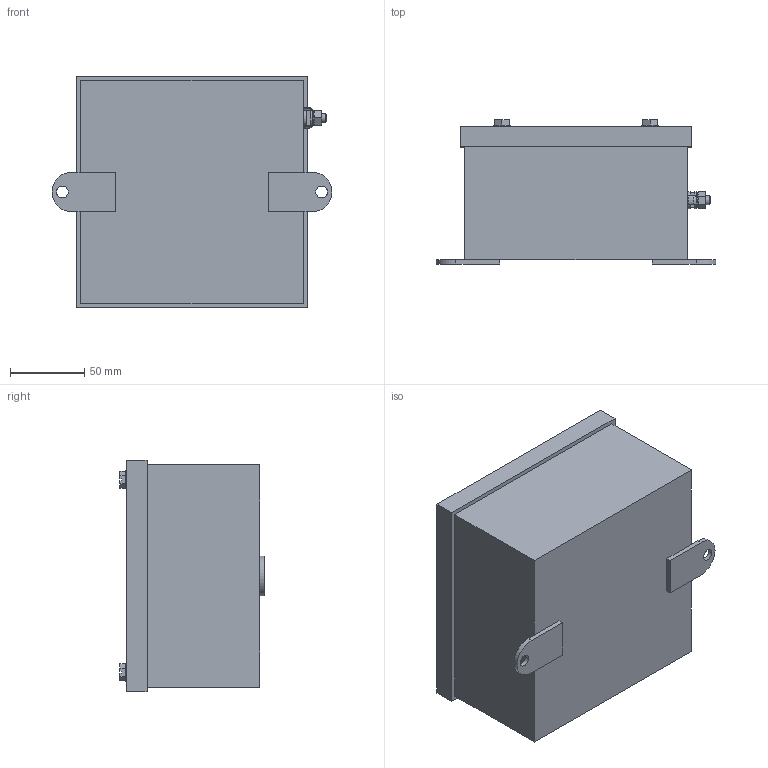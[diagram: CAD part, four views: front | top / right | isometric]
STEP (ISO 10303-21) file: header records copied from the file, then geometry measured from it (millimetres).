
FILE_DESCRIPTION( ( 'STEP AP214' ), '1' );
FILE_NAME( 'KLIPPON STB 2 SS 1002740000.stp', '2019-09-24T09:21:55', ( '' ), ( '' ), ' ', 'PARTsolutions', ' ' );
FILE_SCHEMA( ( 'AUTOMOTIVE_DESIGN { 1 0 10303 214 1 1 1 1 }' ) );
Length unit declared in the file: millimetre
Products named in the file (10): KLIPPON STB 2 SS 1002740000; _BOBL STB 2; _DG STB 2; _DE STB 2; _DESC M5 STB; _PE-VKMU M6 SW10; _KLBUE STB; _SPSB 6  FST STB; _SKMU M6 ST STB; _BS TAS20 M5
Assembly tree (17 placements, depth 2):
  KLIPPON STB 2 SS 1002740000
    _BOBL STB 2
    _DG STB 2
    _DE STB 2
    _DESC M5 STB  x4
    _PE-VKMU M6 SW10  x2
    _KLBUE STB  x2
    _SPSB 6  FST STB  x2
    _SKMU M6 ST STB  x2
    _BS TAS20 M5  x2
Bounding box: 189 x 97.3 x 156 mm (x, y, z)
Volume: 234939.2 mm3; surface area: 268238 mm2
Topology: 17 solids, 17 shells, 391 faces, 908 edges, 586 vertices
Faces by surface type: plane 219, cylinder 103, cone 49, torus 14, bspline 6
Full cylindrical faces by diameter (mm): 3.9 x4, 4.2 x4, 4.917 x4, 5 x8, 5.5 x4, 6 x7, 6.4 x2, 6.7 x2, 7 x4, 8 x2, 9 x2, 10 x4, 11.3 x2, 12 x4, 13 x4, 13.1 x4
Entity records: 8933 total; most frequent: CARTESIAN_POINT 1364, DIRECTION 1158, ORIENTED_EDGE 990, EDGE_CURVE 495, AXIS2_PLACEMENT_3D 439, VERTEX_POINT 361, EDGE_LOOP 360, FACE_OUTER_BOUND 291
